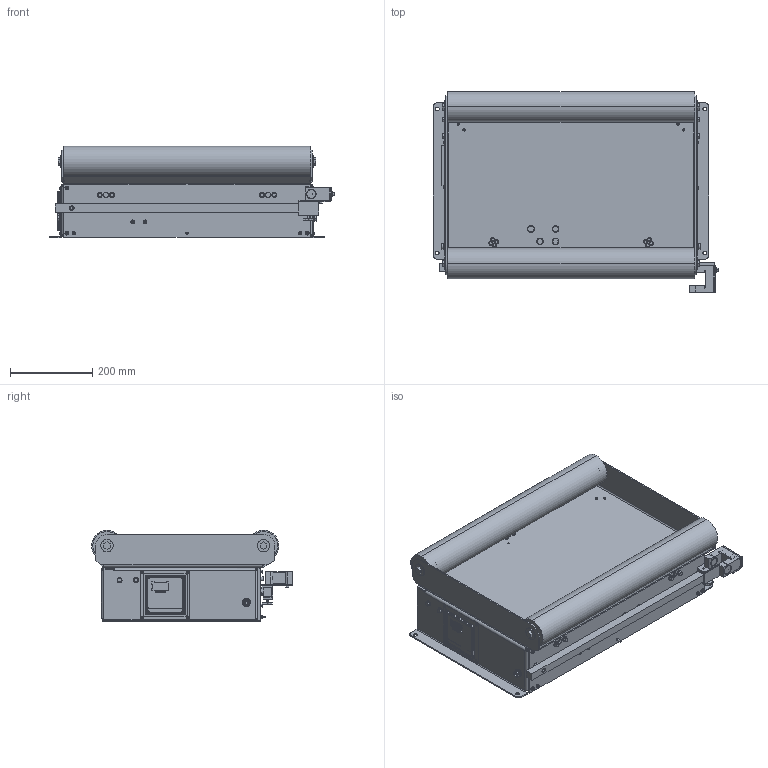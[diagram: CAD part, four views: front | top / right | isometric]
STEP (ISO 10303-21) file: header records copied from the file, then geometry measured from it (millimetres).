
FILE_DESCRIPTION((''),'2;1');
FILE_NAME('50353.stp','2010-06-24T15:35:54',(''),(''),'Mechanical Desktop 2007','Mechanical Desktop 2007',', , ');
FILE_SCHEMA(('CONFIG_CONTROL_DESIGN'));
Length unit declared in the file: millimetre
Products named in the file (181): K50353; K49789; K49790; TEIL1AAAAAAAAA; SCHWEISSBOLZEN_M4X12AA; SCHWEISSBOLZEN_M4X12A; K49793A; K49793; K0203062; K0203062A; K49790|AVE_RENDER; K49790|AVE_GLOBAL; K49790|RM_SDB; K49791; TEIL1AAAAAAAAAAAAA; SCHWEISSBOLZEN_M4X12; K49791|AVE_RENDER; K49791|AVE_GLOBAL; K49791|RM_SDB; I-6KT_SCHRAUBE_M4X12; I-6KT_SCHRAUBE_M4X12AA; U-SCHEIBE_M4; U-SCHEIBE_M4AA; K49792; TEIL1AAA; K9901192; K0408241; GLEITLAGERBOCK_D15OHNE_KUGEL; RADIAL_GLEITLAGER_GE17UK; TEIL1AAAAAAA; TEIL2A; Radial_Gleitlager_GE17UK|AVE_RENDER; Radial_Gleitlager_GE17UK|AVE_GLOBAL; Radial_Gleitlager_GE17UK|RM_SDB; ZYLSTIFT4X12; ZYLSTIFT4X12A; I-6KT_SCHRAUBE_M6X12A; I-6KT_SCHRAUBE_M6X12; U-SCHEIBE_M6; U-SCHEIBE_M6A ...
Assembly tree (368 placements, depth 5):
  K50353
    K49789
      K49790
        TEIL1AAAAAAAAA
        SCHWEISSBOLZEN_M4X12AA
          SCHWEISSBOLZEN_M4X12A
        K49793A
          K49793
        K0203062
          K0203062A
        K49790|AVE_RENDER  x8
        K49790|AVE_GLOBAL
        K49790|RM_SDB  x3
      K49791
        TEIL1AAAAAAAAAAAAA
        SCHWEISSBOLZEN_M4X12  x2
          SCHWEISSBOLZEN_M4X12A
        K49791|AVE_RENDER  x8
        K49791|AVE_GLOBAL
        K49791|RM_SDB  x3
      I-6KT_SCHRAUBE_M4X12  x6
        I-6KT_SCHRAUBE_M4X12AA
      U-SCHEIBE_M4  x6
        U-SCHEIBE_M4AA
    K49792
      TEIL1AAA
    K9901192
      K0408241
        GLEITLAGERBOCK_D15OHNE_KUGEL
      RADIAL_GLEITLAGER_GE17UK
        TEIL1AAAAAAA
        TEIL2A
        Radial_Gleitlager_GE17UK|AVE_RENDER  x8
        Radial_Gleitlager_GE17UK|AVE_GLOBAL
        Radial_Gleitlager_GE17UK|RM_SDB  x3
      ZYLSTIFT4X12
        ZYLSTIFT4X12A
    I-6KT_SCHRAUBE_M6X12A  x10
      I-6KT_SCHRAUBE_M6X12
    U-SCHEIBE_M6  x12
      U-SCHEIBE_M6A
    ZYLSTIFT4X12AA
      ZYLSTIFT4X12A
    NUTMUTTER_M17X1
      TEIL1
    6KT-SCHRAUBE_M6X16A  x2
      6KT-SCHRAUBE_M6X16
    6KT-SCHRAUBE_M8X35  x3
      6KT-SCHRAUBE_M8X35A
    6KT-SCHRAUBE_M8X30A
      6KT-SCHRAUBE_M8X30
    U-SCHEIBE_M8  x4
      U-SCHEIBE_M8A
    K49919  x2
      K49794
        TEIL1AAAAAAAAAAAAAAA
        TEIL2AAA  x2
      K49795
        K49795A
      RILLENKUGELLAGER_6202
Bounding box: 694.1 x 488 x 222 mm (x, y, z)
Volume: 4704374.8 mm3; surface area: 2880279.6 mm2
Topology: 176 solids, 178 shells, 6098 faces, 15974 edges, 10500 vertices
Faces by surface type: plane 3738, cylinder 1872, cone 310, torus 106, bspline 62, sphere 10
Entity records: 117776 total; most frequent: CARTESIAN_POINT 24012, ORIENTED_EDGE 19186, DIRECTION 18899, EDGE_CURVE 9593, VECTOR 6317, LINE 6317, AXIS2_PLACEMENT_3D 6291, VERTEX_POINT 6276
